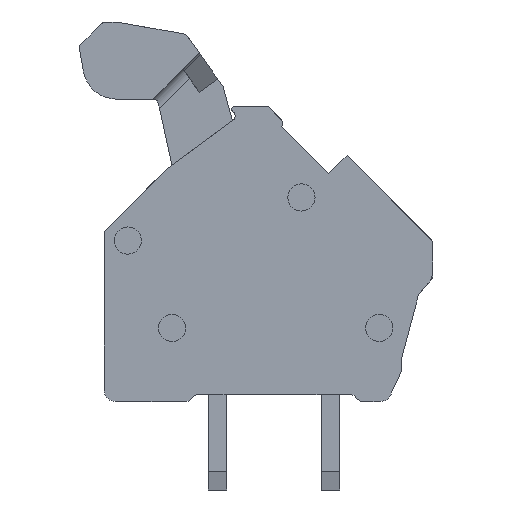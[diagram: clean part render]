
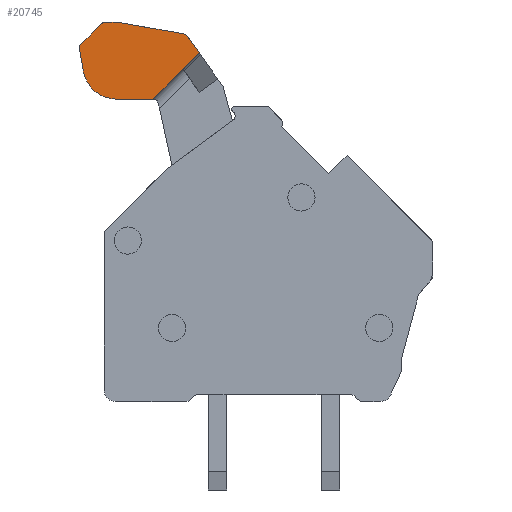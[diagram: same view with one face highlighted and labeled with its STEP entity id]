
A CAD part, left-side view. The second image highlights one B-rep face of the part: STEP entity #20745.
In plain terms, the highlighted planar face has unit normal (-1, 0, 0).
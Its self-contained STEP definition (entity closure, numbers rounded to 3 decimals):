
#20430=AXIS2_PLACEMENT_3D('Circle Axis2P3D',#20428,#20429,$) ;
#20668=AXIS2_PLACEMENT_3D('Plane Axis2P3D',#20665,#20666,#20667) ;
#20672=AXIS2_PLACEMENT_3D('Circle Axis2P3D',#20670,#20671,$) ;
#20688=AXIS2_PLACEMENT_3D('Circle Axis2P3D',#20686,#20687,$) ;
#20716=AXIS2_PLACEMENT_3D('Circle Axis2P3D',#20714,#20715,$) ;
#20721=AXIS2_PLACEMENT_3D('Circle Axis2P3D',#20719,#20720,$) ;
#20404=CARTESIAN_POINT('Vertex',(1.45,13.94,20.634)) ;
#20425=CARTESIAN_POINT('Vertex',(1.45,13.957,20.636)) ;
#20428=CARTESIAN_POINT('Axis2P3D Location',(1.45,13.957,20.536)) ;
#20520=CARTESIAN_POINT('Line Origine',(1.45,12.476,20.376)) ;
#20524=CARTESIAN_POINT('Vertex',(1.45,11.013,20.118)) ;
#20649=CARTESIAN_POINT('Vertex',(1.45,14.439,20.636)) ;
#20652=CARTESIAN_POINT('Line Origine',(1.45,14.198,20.636)) ;
#20665=CARTESIAN_POINT('Axis2P3D Location',(1.45,9.601,4.436)) ;
#20670=CARTESIAN_POINT('Axis2P3D Location',(1.45,15.501,19.536)) ;
#20674=CARTESIAN_POINT('Vertex',(1.45,15.572,19.606)) ;
#20676=CARTESIAN_POINT('Vertex',(1.45,15.6,19.518)) ;
#20679=CARTESIAN_POINT('Line Origine',(1.45,15.508,18.997)) ;
#20683=CARTESIAN_POINT('Vertex',(1.45,15.416,18.475)) ;
#20686=CARTESIAN_POINT('Axis2P3D Location',(1.45,13.938,18.736)) ;
#20690=CARTESIAN_POINT('Vertex',(1.45,13.938,17.236)) ;
#20693=CARTESIAN_POINT('Line Origine',(1.45,13.142,17.236)) ;
#20697=CARTESIAN_POINT('Vertex',(1.45,12.346,17.236)) ;
#20700=CARTESIAN_POINT('Line Origine',(1.45,11.323,18.258)) ;
#20704=CARTESIAN_POINT('Vertex',(1.45,10.301,19.281)) ;
#20707=CARTESIAN_POINT('Line Origine',(1.45,10.544,19.627)) ;
#20711=CARTESIAN_POINT('Vertex',(1.45,10.787,19.974)) ;
#20714=CARTESIAN_POINT('Axis2P3D Location',(1.45,11.073,19.773)) ;
#20719=CARTESIAN_POINT('Axis2P3D Location',(1.45,14.439,20.386)) ;
#20723=CARTESIAN_POINT('Vertex',(1.45,14.616,20.562)) ;
#20726=CARTESIAN_POINT('Line Origine',(1.45,15.094,20.084)) ;
#20429=DIRECTION('Axis2P3D Direction',(-1.,0.,0.)) ;
#20521=DIRECTION('Vector Direction',(0.,-0.985,-0.174)) ;
#20653=DIRECTION('Vector Direction',(0.,-1.,0.)) ;
#20666=DIRECTION('Axis2P3D Direction',(-1.,0.,0.)) ;
#20667=DIRECTION('Axis2P3D XDirection',(0.,-1.,0.)) ;
#20671=DIRECTION('Axis2P3D Direction',(-1.,0.,0.)) ;
#20680=DIRECTION('Vector Direction',(0.,0.174,0.985)) ;
#20687=DIRECTION('Axis2P3D Direction',(-1.,0.,0.)) ;
#20694=DIRECTION('Vector Direction',(0.,1.,0.)) ;
#20701=DIRECTION('Vector Direction',(0.,0.707,-0.707)) ;
#20708=DIRECTION('Vector Direction',(0.,0.574,0.819)) ;
#20715=DIRECTION('Axis2P3D Direction',(-1.,0.,0.)) ;
#20720=DIRECTION('Axis2P3D Direction',(-1.,0.,0.)) ;
#20727=DIRECTION('Vector Direction',(0.,-0.707,0.707)) ;
#20522=VECTOR('Line Direction',#20521,1.) ;
#20654=VECTOR('Line Direction',#20653,1.) ;
#20681=VECTOR('Line Direction',#20680,1.) ;
#20695=VECTOR('Line Direction',#20694,1.) ;
#20702=VECTOR('Line Direction',#20701,1.) ;
#20709=VECTOR('Line Direction',#20708,1.) ;
#20728=VECTOR('Line Direction',#20727,1.) ;
#20732=ORIENTED_EDGE('',*,*,#20678,.T.) ;
#20733=ORIENTED_EDGE('',*,*,#20685,.T.) ;
#20734=ORIENTED_EDGE('',*,*,#20692,.T.) ;
#20735=ORIENTED_EDGE('',*,*,#20699,.T.) ;
#20736=ORIENTED_EDGE('',*,*,#20706,.T.) ;
#20737=ORIENTED_EDGE('',*,*,#20713,.T.) ;
#20738=ORIENTED_EDGE('',*,*,#20718,.T.) ;
#20739=ORIENTED_EDGE('',*,*,#20526,.T.) ;
#20740=ORIENTED_EDGE('',*,*,#20432,.T.) ;
#20741=ORIENTED_EDGE('',*,*,#20656,.T.) ;
#20742=ORIENTED_EDGE('',*,*,#20725,.T.) ;
#20743=ORIENTED_EDGE('',*,*,#20730,.T.) ;
#20745=ADVANCED_FACE('LMZFL_Lever.1\\Lever_LMZFL5.00.1',(#20744),#20669,.T.) ;
#20431=CIRCLE('generated circle',#20430,0.1) ;
#20673=CIRCLE('generated circle',#20672,0.1) ;
#20689=CIRCLE('generated circle',#20688,1.5) ;
#20717=CIRCLE('generated circle',#20716,0.35) ;
#20722=CIRCLE('generated circle',#20721,0.25) ;
#20432=EDGE_CURVE('',#20405,#20426,#20431,.T.) ;
#20526=EDGE_CURVE('',#20525,#20405,#20523,.F.) ;
#20656=EDGE_CURVE('',#20426,#20650,#20655,.F.) ;
#20678=EDGE_CURVE('',#20675,#20677,#20673,.T.) ;
#20685=EDGE_CURVE('',#20677,#20684,#20682,.F.) ;
#20692=EDGE_CURVE('',#20684,#20691,#20689,.T.) ;
#20699=EDGE_CURVE('',#20691,#20698,#20696,.F.) ;
#20706=EDGE_CURVE('',#20698,#20705,#20703,.F.) ;
#20713=EDGE_CURVE('',#20705,#20712,#20710,.T.) ;
#20718=EDGE_CURVE('',#20712,#20525,#20717,.T.) ;
#20725=EDGE_CURVE('',#20650,#20724,#20722,.T.) ;
#20730=EDGE_CURVE('',#20724,#20675,#20729,.F.) ;
#20731=EDGE_LOOP('',(#20732,#20733,#20734,#20735,#20736,#20737,#20738,#20739,#20740,#20741,#20742,#20743)) ;
#20744=FACE_OUTER_BOUND('',#20731,.T.) ;
#20523=LINE('Line',#20520,#20522) ;
#20655=LINE('Line',#20652,#20654) ;
#20682=LINE('Line',#20679,#20681) ;
#20696=LINE('Line',#20693,#20695) ;
#20703=LINE('Line',#20700,#20702) ;
#20710=LINE('Line',#20707,#20709) ;
#20729=LINE('Line',#20726,#20728) ;
#20669=PLANE('',#20668) ;
#20405=VERTEX_POINT('',#20404) ;
#20426=VERTEX_POINT('',#20425) ;
#20525=VERTEX_POINT('',#20524) ;
#20650=VERTEX_POINT('',#20649) ;
#20675=VERTEX_POINT('',#20674) ;
#20677=VERTEX_POINT('',#20676) ;
#20684=VERTEX_POINT('',#20683) ;
#20691=VERTEX_POINT('',#20690) ;
#20698=VERTEX_POINT('',#20697) ;
#20705=VERTEX_POINT('',#20704) ;
#20712=VERTEX_POINT('',#20711) ;
#20724=VERTEX_POINT('',#20723) ;
